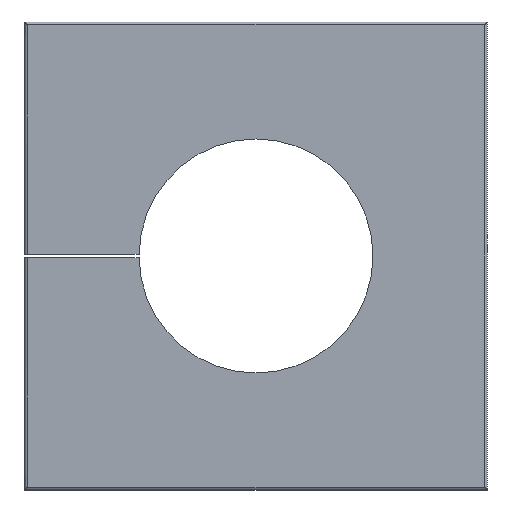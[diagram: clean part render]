
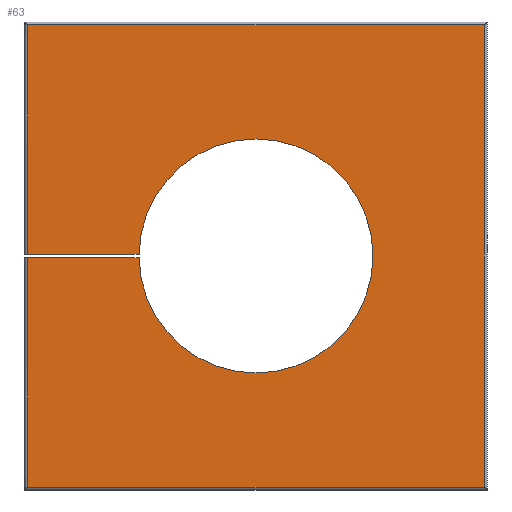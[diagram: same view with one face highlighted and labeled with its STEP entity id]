
A CAD part, front view. The second image highlights one B-rep face of the part: STEP entity #63.
In plain terms, the highlighted planar face has unit normal (0, -1, 0).
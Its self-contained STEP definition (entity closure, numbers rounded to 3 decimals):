
#63=ADVANCED_FACE('NONE',(#162),#163,.T.);
#162=FACE_OUTER_BOUND('',#327,.T.);
#163=PLANE('',#328);
#327=EDGE_LOOP('',(#807,#808,#809,#810,#811,#812,#813,#814,#815,#816));
#328=AXIS2_PLACEMENT_3D('',#817,#818,#819);
#807=ORIENTED_EDGE('',*,*,#1406,.F.);
#808=ORIENTED_EDGE('',*,*,#1407,.T.);
#809=ORIENTED_EDGE('',*,*,#1408,.T.);
#810=ORIENTED_EDGE('',*,*,#1409,.T.);
#811=ORIENTED_EDGE('',*,*,#1410,.T.);
#812=ORIENTED_EDGE('',*,*,#1411,.T.);
#813=ORIENTED_EDGE('',*,*,#1412,.T.);
#814=ORIENTED_EDGE('',*,*,#1413,.T.);
#815=ORIENTED_EDGE('',*,*,#1337,.T.);
#816=ORIENTED_EDGE('',*,*,#1333,.T.);
#817=CARTESIAN_POINT('',(-20.75,0.0,-21.0));
#818=DIRECTION('',(0.0,-1.0,0.0));
#819=DIRECTION('',(0.0,0.0,-1.0));
#1333=EDGE_CURVE('NONE',#1557,#1558,#1559,.T.);
#1337=EDGE_CURVE('NONE',#1565,#1557,#1566,.T.);
#1406=EDGE_CURVE('NONE',#1692,#1558,#1693,.T.);
#1407=EDGE_CURVE('NONE',#1692,#1694,#1695,.T.);
#1408=EDGE_CURVE('NONE',#1694,#1696,#1697,.T.);
#1409=EDGE_CURVE('NONE',#1696,#1698,#1699,.T.);
#1410=EDGE_CURVE('NONE',#1698,#1700,#1701,.T.);
#1411=EDGE_CURVE('NONE',#1700,#1702,#1703,.T.);
#1412=EDGE_CURVE('NONE',#1702,#1704,#1705,.T.);
#1413=EDGE_CURVE('NONE',#1704,#1565,#1706,.T.);
#1557=VERTEX_POINT('NONE',#1923);
#1558=VERTEX_POINT('NONE',#1924);
#1559=CIRCLE('',#1925,10.5);
#1565=VERTEX_POINT('NONE',#1933);
#1566=CIRCLE('',#1934,10.5);
#1692=VERTEX_POINT('NONE',#2127);
#1693=LINE('',#2128,#2129);
#1694=VERTEX_POINT('NONE',#2130);
#1695=LINE('',#2131,#2132);
#1696=VERTEX_POINT('NONE',#2133);
#1697=LINE('',#2134,#2135);
#1698=VERTEX_POINT('NONE',#2136);
#1699=LINE('',#2137,#2138);
#1700=VERTEX_POINT('NONE',#2139);
#1701=LINE('',#2140,#2141);
#1702=VERTEX_POINT('NONE',#2142);
#1703=LINE('',#2143,#2144);
#1704=VERTEX_POINT('NONE',#2145);
#1705=LINE('',#2146,#2147);
#1706=CIRCLE('',#2148,10.5);
#1923=CARTESIAN_POINT('',(0.,0.0,-10.5));
#1924=CARTESIAN_POINT('',(-10.499,0.0,-0.15));
#1925=AXIS2_PLACEMENT_3D('',#2751,#2752,#2753);
#1933=CARTESIAN_POINT('',(0.0,0.0,10.5));
#1934=AXIS2_PLACEMENT_3D('',#2759,#2760,#2761);
#2127=CARTESIAN_POINT('',(-20.5,0.0,-0.15));
#2128=CARTESIAN_POINT('',(-20.75,0.0,-0.15));
#2129=VECTOR('',#2832,1000.0);
#2130=CARTESIAN_POINT('',(-20.5,0.0,-20.75));
#2131=CARTESIAN_POINT('',(-20.5,0.0,-21.0));
#2132=VECTOR('',#2833,1000.0);
#2133=CARTESIAN_POINT('',(20.5,0.0,-20.75));
#2134=CARTESIAN_POINT('',(20.75,0.0,-20.75));
#2135=VECTOR('',#2834,1000.0);
#2136=CARTESIAN_POINT('',(20.5,0.0,20.75));
#2137=CARTESIAN_POINT('',(20.5,0.0,21.0));
#2138=VECTOR('',#2835,1000.0);
#2139=CARTESIAN_POINT('',(-20.5,0.0,20.75));
#2140=CARTESIAN_POINT('',(-20.75,0.0,20.75));
#2141=VECTOR('',#2836,1000.0);
#2142=CARTESIAN_POINT('',(-20.5,0.0,0.15));
#2143=CARTESIAN_POINT('',(-20.5,0.0,0.15));
#2144=VECTOR('',#2837,1000.0);
#2145=CARTESIAN_POINT('',(-10.499,0.0,0.15));
#2146=CARTESIAN_POINT('',(-20.75,0.0,0.15));
#2147=VECTOR('',#2838,1000.0);
#2148=AXIS2_PLACEMENT_3D('',#2839,#2840,#2841);
#2751=CARTESIAN_POINT('',(0.0,0.0,0.0));
#2752=DIRECTION('',(0.0,1.0,0.0));
#2753=DIRECTION('',(0.0,0.0,-1.0));
#2759=CARTESIAN_POINT('',(0.0,0.0,0.0));
#2760=DIRECTION('',(0.0,1.0,0.0));
#2761=DIRECTION('',(0.0,0.0,-1.0));
#2832=DIRECTION('',(1.0,0.0,0.0));
#2833=DIRECTION('',(-0.0,-0.0,-1.0));
#2834=DIRECTION('',(1.0,-0.0,-0.0));
#2835=DIRECTION('',(0.,-0.0,1.0));
#2836=DIRECTION('',(-1.0,-0.0,0.0));
#2837=DIRECTION('',(-0.0,-0.0,-1.0));
#2838=DIRECTION('',(1.0,0.0,0.0));
#2839=CARTESIAN_POINT('',(0.0,0.0,0.0));
#2840=DIRECTION('',(0.0,1.0,0.0));
#2841=DIRECTION('',(0.0,0.0,-1.0));
